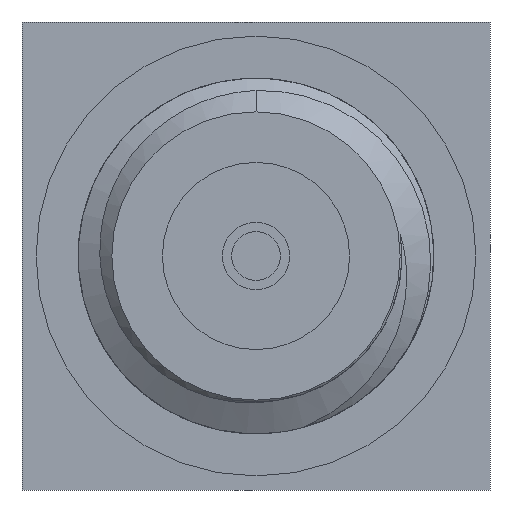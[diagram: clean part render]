
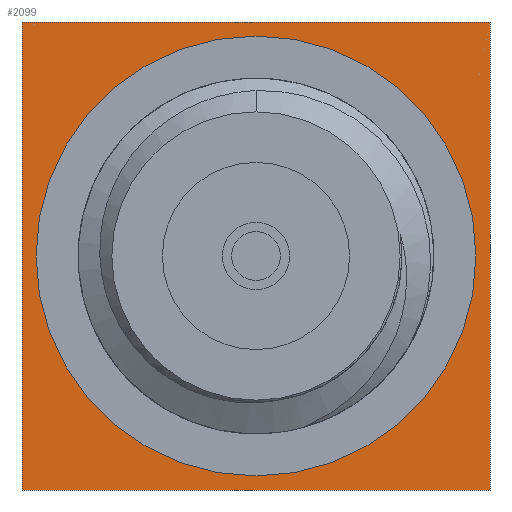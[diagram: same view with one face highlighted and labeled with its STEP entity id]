
A CAD part, left-side view. The second image highlights one B-rep face of the part: STEP entity #2099.
In plain terms, the highlighted planar face has unit normal (-1, 0, 0).
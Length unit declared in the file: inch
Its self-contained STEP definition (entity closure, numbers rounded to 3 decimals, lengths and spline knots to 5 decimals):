
#6 = EDGE_CURVE ( 'NONE', #695, #2223, #1131, .T. ) ;
#61 = AXIS2_PLACEMENT_3D ( 'NONE', #397, #1341, #2184 ) ;
#67 = EDGE_CURVE ( 'NONE', #464, #1094, #1021, .T. ) ;
#124 = CARTESIAN_POINT ( 'NONE',  ( -0.066, -0.125, -0.125 ) ) ;
#220 = CARTESIAN_POINT ( 'NONE',  ( -0.066, 0.125, 0.125 ) ) ;
#272 = CARTESIAN_POINT ( 'NONE',  ( -0.066, 0., 0.1 ) ) ;
#358 = CARTESIAN_POINT ( 'NONE',  ( -0.066, 0.125, 0.125 ) ) ;
#381 = PLANE ( 'NONE',  #61 ) ;
#397 = CARTESIAN_POINT ( 'NONE',  ( -0.066, 0., 0. ) ) ;
#416 = CARTESIAN_POINT ( 'NONE',  ( -0.066, -0.125, 0.125 ) ) ;
#418 = DIRECTION ( 'NONE',  ( 0., -1., 0. ) ) ;
#426 = ORIENTED_EDGE ( 'NONE', *, *, #846, .T. ) ;
#464 = VERTEX_POINT ( 'NONE', #124 ) ;
#647 = FACE_BOUND ( 'NONE', #2490, .T. ) ;
#695 = VERTEX_POINT ( 'NONE', #358 ) ;
#811 = CARTESIAN_POINT ( 'NONE',  ( -0.066, 0.125, -0.125 ) ) ;
#846 = EDGE_CURVE ( 'NONE', #2547, #2547, #2388, .T. ) ;
#854 = CARTESIAN_POINT ( 'NONE',  ( -0.066, -0.125, 0.125 ) ) ;
#861 = VECTOR ( 'NONE', #2063, 39.37008 ) ;
#993 = DIRECTION ( 'NONE',  ( 1., 0., 0. ) ) ;
#1021 = LINE ( 'NONE', #1414, #1453 ) ;
#1032 = CARTESIAN_POINT ( 'NONE',  ( -0.066, 0., 0. ) ) ;
#1094 = VERTEX_POINT ( 'NONE', #811 ) ;
#1131 = LINE ( 'NONE', #1579, #1960 ) ;
#1185 = LINE ( 'NONE', #220, #861 ) ;
#1251 = EDGE_CURVE ( 'NONE', #2223, #464, #2165, .T. ) ;
#1286 = ORIENTED_EDGE ( 'NONE', *, *, #6, .F. ) ;
#1341 = DIRECTION ( 'NONE',  ( -1., 0., 0. ) ) ;
#1371 = AXIS2_PLACEMENT_3D ( 'NONE', #1032, #993, #1909 ) ;
#1414 = CARTESIAN_POINT ( 'NONE',  ( -0.066, -0.125, -0.125 ) ) ;
#1453 = VECTOR ( 'NONE', #2301, 39.37008 ) ;
#1528 = EDGE_CURVE ( 'NONE', #1094, #695, #1185, .T. ) ;
#1561 = FACE_OUTER_BOUND ( 'NONE', #2506, .T. ) ;
#1579 = CARTESIAN_POINT ( 'NONE',  ( -0.066, -0.125, 0.125 ) ) ;
#1623 = ORIENTED_EDGE ( 'NONE', *, *, #1251, .F. ) ;
#1909 = DIRECTION ( 'NONE',  ( 0., 0., 1. ) ) ;
#1960 = VECTOR ( 'NONE', #418, 39.37008 ) ;
#2063 = DIRECTION ( 'NONE',  ( 0., 0., 1. ) ) ;
#2099 = ADVANCED_FACE ( 'NONE', ( #647, #1561 ), #381, .T. ) ;
#2165 = LINE ( 'NONE', #854, #2319 ) ;
#2184 = DIRECTION ( 'NONE',  ( 0., 0., 1. ) ) ;
#2223 = VERTEX_POINT ( 'NONE', #416 ) ;
#2301 = DIRECTION ( 'NONE',  ( 0., 1., 0. ) ) ;
#2319 = VECTOR ( 'NONE', #2426, 39.37008 ) ;
#2388 = CIRCLE ( 'NONE', #1371, 0.1 ) ;
#2426 = DIRECTION ( 'NONE',  ( 0., 0., -1. ) ) ;
#2475 = ORIENTED_EDGE ( 'NONE', *, *, #67, .F. ) ;
#2477 = ORIENTED_EDGE ( 'NONE', *, *, #1528, .F. ) ;
#2490 = EDGE_LOOP ( 'NONE', ( #426 ) ) ;
#2506 = EDGE_LOOP ( 'NONE', ( #2475, #1623, #1286, #2477 ) ) ;
#2547 = VERTEX_POINT ( 'NONE', #272 ) ;
